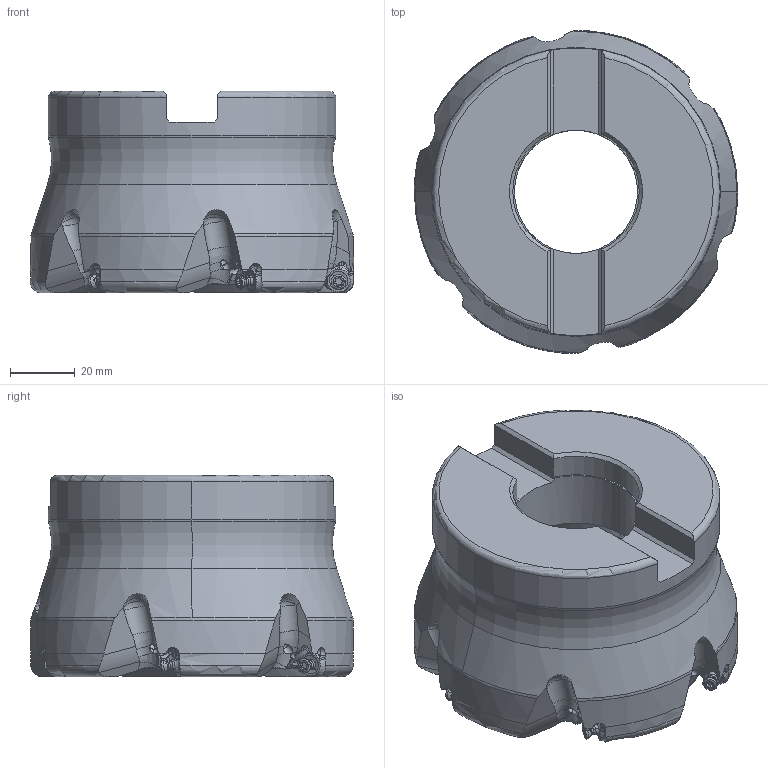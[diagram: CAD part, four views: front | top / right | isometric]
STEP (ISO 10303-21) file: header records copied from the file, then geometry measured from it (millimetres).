
FILE_DESCRIPTION(/* description */ (''),/* implementation_level */ '2;1');
FILE_NAME(/* name */ 'WWX200UR4_0006EA.stp',/* time_stamp */ '2022-11-25T16:42:47+09:00',/* author */ (''),/* organization */ (''),/* preprocessor_version */ 'ST-DEVELOPER v16',/* originating_system */ 'SIEMENS PLM Software NX 10.0',/* authorisation */ '');
FILE_SCHEMA (('AUTOMOTIVE_DESIGN { 1 0 10303 214 3 1 1 1 }'));
Products named in the file (1): WWX200UR4_0006EA_ASM
Bounding box: 100 x 99.86 x 62.31 mm (x, y, z)
Volume: 295022.9 mm3; surface area: 40940.2 mm2
Topology: 7 solids, 7 shells, 786 faces, 2341 edges, 1512 vertices
Faces by surface type: cylinder 264, plane 188, sphere 96, bspline 90, cone 66, torus 46, extrusion 36
Entity records: 45298 total; most frequent: CARTESIAN_POINT 25660, ORIENTED_EDGE 4538, DIRECTION 3558, EDGE_CURVE 2269, AXIS2_PLACEMENT_3D 1504, VERTEX_POINT 1503, B_SPLINE_CURVE_WITH_KNOTS 979, EDGE_LOOP 806
